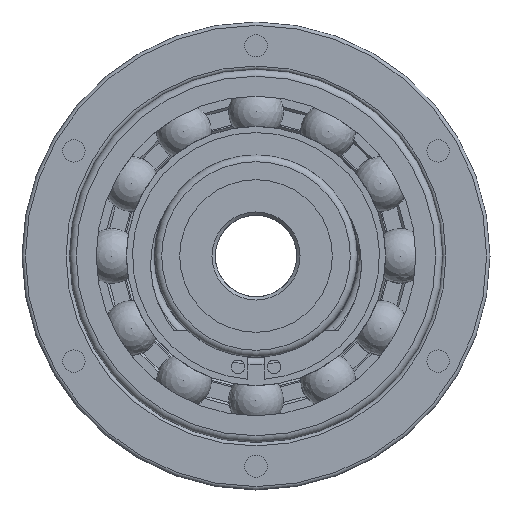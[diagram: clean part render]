
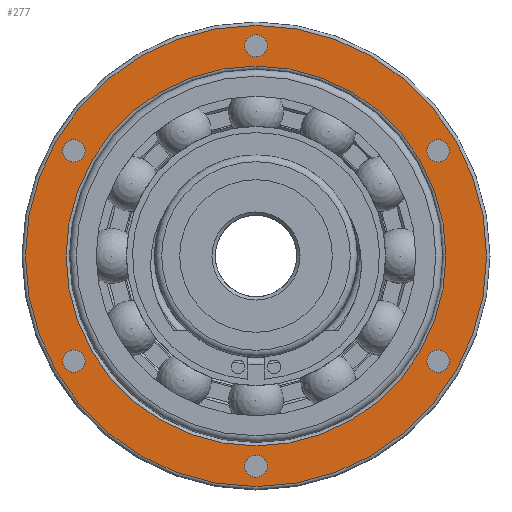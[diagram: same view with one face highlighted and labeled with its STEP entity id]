
A CAD part, left-side view. The second image highlights one B-rep face of the part: STEP entity #277.
In plain terms, the highlighted planar face has unit normal (-1, 0, 0).
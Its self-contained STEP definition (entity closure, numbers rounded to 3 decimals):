
#277 = ADVANCED_FACE( '', ( #759, #760, #761, #762, #763, #764, #765, #766 ), #767, .T. );
#759 = FACE_OUTER_BOUND( '', #1547, .T. );
#760 = FACE_BOUND( '', #1548, .T. );
#761 = FACE_BOUND( '', #1549, .T. );
#762 = FACE_BOUND( '', #1550, .T. );
#763 = FACE_BOUND( '', #1551, .T. );
#764 = FACE_BOUND( '', #1552, .T. );
#765 = FACE_BOUND( '', #1553, .T. );
#766 = FACE_BOUND( '', #1554, .T. );
#767 = PLANE( '', #1555 );
#1547 = EDGE_LOOP( '', ( #2434 ) );
#1548 = EDGE_LOOP( '', ( #2435 ) );
#1549 = EDGE_LOOP( '', ( #2436 ) );
#1550 = EDGE_LOOP( '', ( #2437 ) );
#1551 = EDGE_LOOP( '', ( #2438 ) );
#1552 = EDGE_LOOP( '', ( #2439 ) );
#1553 = EDGE_LOOP( '', ( #2440 ) );
#1554 = EDGE_LOOP( '', ( #2441 ) );
#1555 = AXIS2_PLACEMENT_3D( '', #2442, #2443, #2444 );
#2434 = ORIENTED_EDGE( '', *, *, #4335, .T. );
#2435 = ORIENTED_EDGE( '', *, *, #4234, .T. );
#2436 = ORIENTED_EDGE( '', *, *, #4336, .T. );
#2437 = ORIENTED_EDGE( '', *, *, #4337, .T. );
#2438 = ORIENTED_EDGE( '', *, *, #4338, .T. );
#2439 = ORIENTED_EDGE( '', *, *, #4339, .T. );
#2440 = ORIENTED_EDGE( '', *, *, #4340, .T. );
#2441 = ORIENTED_EDGE( '', *, *, #4341, .F. );
#2442 = CARTESIAN_POINT( '', ( 4.5, 0., 28. ) );
#2443 = DIRECTION( '', ( -1., 0., 0. ) );
#2444 = DIRECTION( '', ( 0., 0., 1. ) );
#4234 = EDGE_CURVE( '', #5003, #5003, #5004, .T. );
#4335 = EDGE_CURVE( '', #5183, #5183, #5184, .T. );
#4336 = EDGE_CURVE( '', #5185, #5185, #5186, .T. );
#4337 = EDGE_CURVE( '', #5187, #5187, #5188, .T. );
#4338 = EDGE_CURVE( '', #5189, #5189, #5190, .T. );
#4339 = EDGE_CURVE( '', #5191, #5191, #5192, .T. );
#4340 = EDGE_CURVE( '', #5193, #5193, #5194, .T. );
#4341 = EDGE_CURVE( '', #5195, #5195, #5196, .T. );
#5003 = VERTEX_POINT( '', #6143 );
#5004 = CIRCLE( '', #6144, 1.65 );
#5183 = VERTEX_POINT( '', #6850 );
#5184 = CIRCLE( '', #6851, 34. );
#5185 = VERTEX_POINT( '', #6852 );
#5186 = CIRCLE( '', #6853, 1.65 );
#5187 = VERTEX_POINT( '', #6854 );
#5188 = CIRCLE( '', #6855, 1.65 );
#5189 = VERTEX_POINT( '', #6856 );
#5190 = CIRCLE( '', #6857, 1.65 );
#5191 = VERTEX_POINT( '', #6858 );
#5192 = CIRCLE( '', #6859, 1.65 );
#5193 = VERTEX_POINT( '', #6860 );
#5194 = CIRCLE( '', #6861, 1.65 );
#5195 = VERTEX_POINT( '', #6862 );
#5196 = CIRCLE( '', #6863, 28. );
#6143 = CARTESIAN_POINT( '', ( 4.5, 28.276, 16.325 ) );
#6144 = AXIS2_PLACEMENT_3D( '', #9090, #9091, #9092 );
#6850 = CARTESIAN_POINT( '', ( 4.5, 0., 34. ) );
#6851 = AXIS2_PLACEMENT_3D( '', #9223, #9224, #9225 );
#6852 = CARTESIAN_POINT( '', ( 4.5, 28.276, -16.325 ) );
#6853 = AXIS2_PLACEMENT_3D( '', #9226, #9227, #9228 );
#6854 = CARTESIAN_POINT( '', ( 4.5, 0., -32.65 ) );
#6855 = AXIS2_PLACEMENT_3D( '', #9229, #9230, #9231 );
#6856 = CARTESIAN_POINT( '', ( 4.5, -28.276, -16.325 ) );
#6857 = AXIS2_PLACEMENT_3D( '', #9232, #9233, #9234 );
#6858 = CARTESIAN_POINT( '', ( 4.5, -28.276, 16.325 ) );
#6859 = AXIS2_PLACEMENT_3D( '', #9235, #9236, #9237 );
#6860 = CARTESIAN_POINT( '', ( 4.5, 0., 32.65 ) );
#6861 = AXIS2_PLACEMENT_3D( '', #9238, #9239, #9240 );
#6862 = CARTESIAN_POINT( '', ( 4.5, 0., 28. ) );
#6863 = AXIS2_PLACEMENT_3D( '', #9241, #9242, #9243 );
#9090 = CARTESIAN_POINT( '', ( 4.5, 26.847, 15.5 ) );
#9091 = DIRECTION( '', ( 1., 0., 0. ) );
#9092 = DIRECTION( '', ( 0., 0.866, 0.5 ) );
#9223 = CARTESIAN_POINT( '', ( 4.5, 0., 0. ) );
#9224 = DIRECTION( '', ( -1., 0., 0. ) );
#9225 = DIRECTION( '', ( 0., 0., 1. ) );
#9226 = CARTESIAN_POINT( '', ( 4.5, 26.847, -15.5 ) );
#9227 = DIRECTION( '', ( 1., 0., 0. ) );
#9228 = DIRECTION( '', ( 0., 0.866, -0.5 ) );
#9229 = CARTESIAN_POINT( '', ( 4.5, 0., -31. ) );
#9230 = DIRECTION( '', ( 1., 0., 0. ) );
#9231 = DIRECTION( '', ( 0., 0., -1. ) );
#9232 = CARTESIAN_POINT( '', ( 4.5, -26.847, -15.5 ) );
#9233 = DIRECTION( '', ( 1., 0., 0. ) );
#9234 = DIRECTION( '', ( 0., -0.866, -0.5 ) );
#9235 = CARTESIAN_POINT( '', ( 4.5, -26.847, 15.5 ) );
#9236 = DIRECTION( '', ( 1., 0., 0. ) );
#9237 = DIRECTION( '', ( 0., -0.866, 0.5 ) );
#9238 = CARTESIAN_POINT( '', ( 4.5, 0., 31. ) );
#9239 = DIRECTION( '', ( 1., 0., 0. ) );
#9240 = DIRECTION( '', ( 0., 0., 1. ) );
#9241 = CARTESIAN_POINT( '', ( 4.5, 0., 0. ) );
#9242 = DIRECTION( '', ( -1., 0., 0. ) );
#9243 = DIRECTION( '', ( 0., 0., 1. ) );
